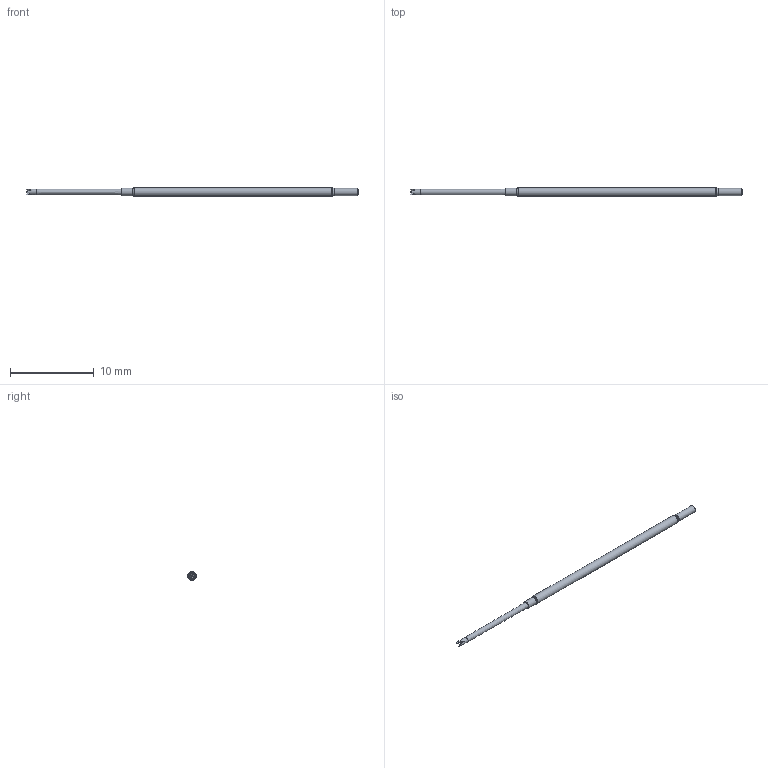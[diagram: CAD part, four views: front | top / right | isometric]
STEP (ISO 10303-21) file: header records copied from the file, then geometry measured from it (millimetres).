
FILE_DESCRIPTION (( 'STEP AP214' ), '1' );
FILE_NAME ('X50-4044.STEP', '2020-04-13T15:17:08', ( '' ), ( '' ), 'SwSTEP 2.0', 'SolidWorks 2019', '' );
FILE_SCHEMA (( 'AUTOMOTIVE_DESIGN' ));
Length unit declared in the file: inch
Products named in the file (1): X50-4044
Bounding box: 39.62 x 1.02 x 1.02 mm (x, y, z)
Volume: 26 mm3; surface area: 113.5 mm2
Topology: 1 solids, 1 shells, 30 faces, 70 edges, 43 vertices
Faces by surface type: bspline 12, plane 6, cone 5, torus 4, cylinder 3
Full cylindrical faces by diameter (mm): 0.856 x1, 0.894 x1, 1.021 x1
Entity records: 2904 total; most frequent: CARTESIAN_POINT 1946, ORIENTED_EDGE 114, DIRECTION 72, EDGE_CURVE 57, EDGE_LOOP 43, VERTEX_POINT 42, B_SPLINE_CURVE_WITH_KNOTS 40, FACE_OUTER_BOUND 37
